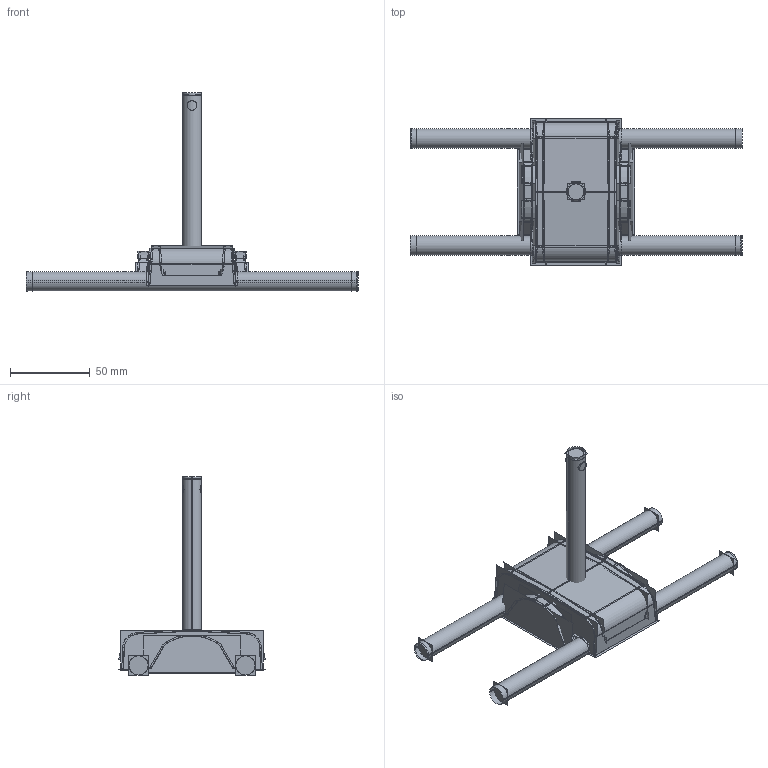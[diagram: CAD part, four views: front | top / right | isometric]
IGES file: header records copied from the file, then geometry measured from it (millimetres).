
Start section:  PTC IGES file: p71-d12_asm.igs
Global section: file name: p71-d12_asm.igs; native system: Pro/ENGINEER by Parametric Technology Corporation; preprocessor: 2003490; author: Antonio Fiore; organization: Unknown; date: 041005.091031; units: millimetre
Bounding box: 208 x 91.69 x 124.54 mm (x, y, z)
Surface area: 129621.7 mm2 (no closed solid volume)
Topology: 0 solids, 0 shells, 616 faces, 8008 edges, 10458 vertices
Faces by surface type: bspline 312, revolution 304
